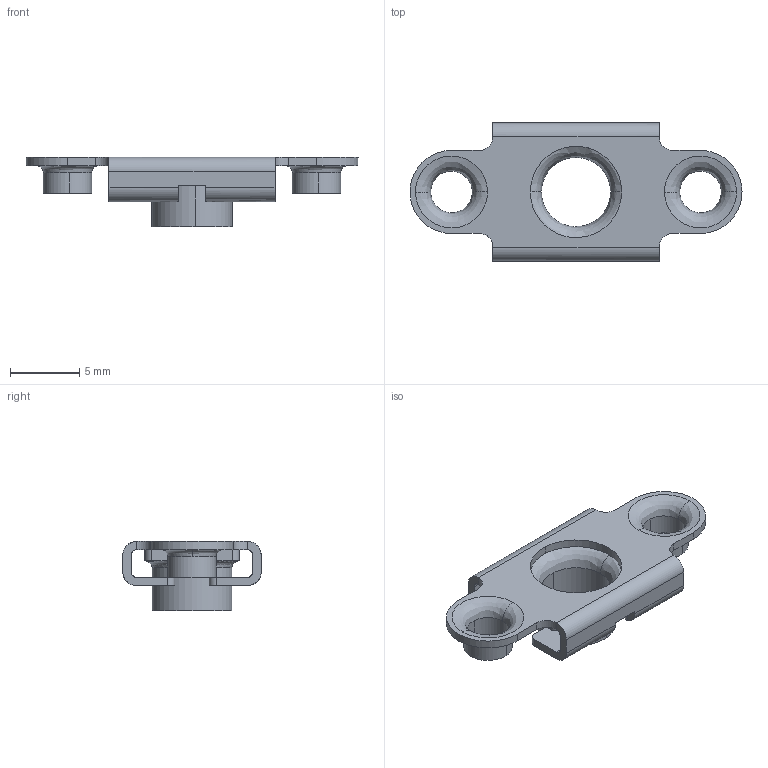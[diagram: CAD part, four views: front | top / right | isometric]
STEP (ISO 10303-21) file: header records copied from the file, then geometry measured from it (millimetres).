
FILE_DESCRIPTION((''),'2;1');
FILE_NAME('','2008-04-30T17:56:29',(''),(''),'','CADfix','');
FILE_SCHEMA(('AUTOMOTIVE_DESIGN { 1 0 10303 214 1 1 1 1 }'));
Length unit declared in the file: millimetre
Bounding box: 24 x 10 x 5 mm (x, y, z)
Volume: 201.3 mm3; surface area: 851.5 mm2
Topology: 2 solids, 2 shells, 111 faces, 343 edges, 237 vertices
Faces by surface type: bspline 111
Entity records: 4173 total; most frequent: CARTESIAN_POINT 2304, ORIENTED_EDGE 686, EDGE_CURVE 343, VERTEX_POINT 237, QUASI_UNIFORM_CURVE 150, EDGE_LOOP 120, FACE_OUTER_BOUND 111, ADVANCED_FACE 111
